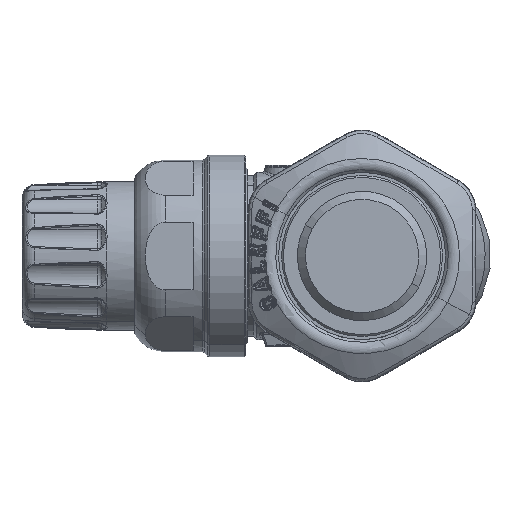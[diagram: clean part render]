
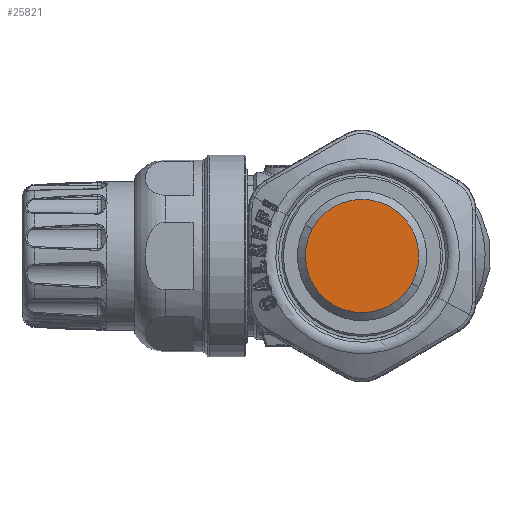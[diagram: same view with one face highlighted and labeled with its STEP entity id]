
A CAD part, left-side view. The second image highlights one B-rep face of the part: STEP entity #25821.
In plain terms, the highlighted planar face has unit normal (-1, 0, 0).
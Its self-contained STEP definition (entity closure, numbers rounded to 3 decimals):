
#4278=CARTESIAN_POINT('Vertex',(-56.5,8.03,4.387)) ;
#4294=CARTESIAN_POINT('Vertex',(-56.5,-8.03,-4.387)) ;
#4297=CARTESIAN_POINT('Axis2P3D Location',(-56.5,0.,0.)) ;
#14510=CARTESIAN_POINT('Axis2P3D Location',(-56.5,0.,0.)) ;
#25812=CARTESIAN_POINT('Axis2P3D Location',(-56.5,9.15,0.)) ;
#4298=DIRECTION('Axis2P3D Direction',(1.,0.,0.)) ;
#14511=DIRECTION('Axis2P3D Direction',(1.,0.,0.)) ;
#25813=DIRECTION('Axis2P3D Direction',(1.,0.,0.)) ;
#25814=DIRECTION('Axis2P3D XDirection',(0.,0.,1.)) ;
#4299=AXIS2_PLACEMENT_3D('Circle Axis2P3D',#4297,#4298,$) ;
#14512=AXIS2_PLACEMENT_3D('Circle Axis2P3D',#14510,#14511,$) ;
#25815=AXIS2_PLACEMENT_3D('Plane Axis2P3D',#25812,#25813,#25814) ;
#25818=ORIENTED_EDGE('',*,*,#14514,.F.) ;
#25819=ORIENTED_EDGE('',*,*,#4301,.F.) ;
#25821=ADVANCED_FACE('PartBody',(#25820),#25816,.F.) ;
#4300=CIRCLE('generated circle',#4299,9.15) ;
#14513=CIRCLE('generated circle',#14512,9.15) ;
#4301=EDGE_CURVE('',#4295,#4279,#4300,.T.) ;
#14514=EDGE_CURVE('',#4279,#4295,#14513,.T.) ;
#25817=EDGE_LOOP('',(#25818,#25819)) ;
#25820=FACE_OUTER_BOUND('',#25817,.T.) ;
#25816=PLANE('',#25815) ;
#4279=VERTEX_POINT('',#4278) ;
#4295=VERTEX_POINT('',#4294) ;
